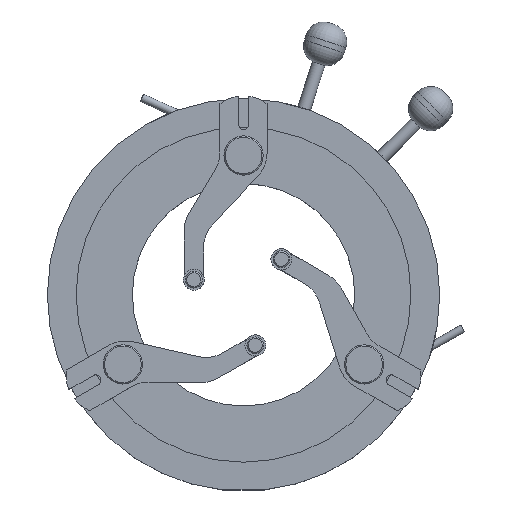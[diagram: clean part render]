
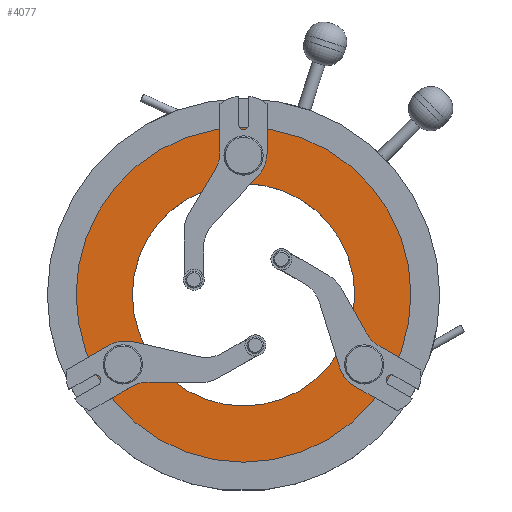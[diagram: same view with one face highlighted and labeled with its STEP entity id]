
A CAD part, top view. The second image highlights one B-rep face of the part: STEP entity #4077.
In plain terms, the highlighted planar face has unit normal (0, 0, 1).
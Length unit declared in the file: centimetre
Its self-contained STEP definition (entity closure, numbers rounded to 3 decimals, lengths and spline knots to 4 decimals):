
#315 = CARTESIAN_POINT ( 'NONE',  ( 4.1366, -0.2295, 1.13 ) ) ;
#465 = ORIENTED_EDGE ( 'NONE', *, *, #4155, .F. ) ;
#481 = CARTESIAN_POINT ( 'NONE',  ( -6.5134, -0.2295, 1.13 ) ) ;
#661 = EDGE_LOOP ( 'NONE', ( #2542, #465 ) ) ;
#731 = EDGE_LOOP ( 'NONE', ( #2091, #2278 ) ) ;
#974 = CARTESIAN_POINT ( 'NONE',  ( 6.2866, -0.2295, 1.13 ) ) ;
#1014 = CARTESIAN_POINT ( 'NONE',  ( -4.3634, -0.2295, 1.13 ) ) ;
#1658 = CARTESIAN_POINT ( 'NONE',  ( -0.1134, -0.2295, 1.13 ) ) ;
#1671 = DIRECTION ( 'NONE',  ( 1., 0., 0. ) ) ;
#1677 = DIRECTION ( 'NONE',  ( 0., 0., 1. ) ) ;
#1819 = DIRECTION ( 'NONE',  ( 0., 0., 1. ) ) ;
#1830 = DIRECTION ( 'NONE',  ( 0., 0., 1. ) ) ;
#1865 = CARTESIAN_POINT ( 'NONE',  ( -0.1134, -0.2295, 1.13 ) ) ;
#1876 = DIRECTION ( 'NONE',  ( 1., 0., 0. ) ) ;
#1916 = DIRECTION ( 'NONE',  ( 1., 0., 0. ) ) ;
#1985 = PLANE ( 'NONE',  #3088 ) ;
#2066 = CARTESIAN_POINT ( 'NONE',  ( -0.1134, -0.2295, 1.13 ) ) ;
#2091 = ORIENTED_EDGE ( 'NONE', *, *, #4113, .T. ) ;
#2278 = ORIENTED_EDGE ( 'NONE', *, *, #4185, .T. ) ;
#2542 = ORIENTED_EDGE ( 'NONE', *, *, #4210, .F. ) ;
#2623 = CARTESIAN_POINT ( 'NONE',  ( -0.1134, -0.2295, 1.13 ) ) ;
#2627 = DIRECTION ( 'NONE',  ( 0., 0., 1. ) ) ;
#2709 = DIRECTION ( 'NONE',  ( 0., 0., 1. ) ) ;
#2725 = DIRECTION ( 'NONE',  ( 1., 0., 0. ) ) ;
#2770 = DIRECTION ( 'NONE',  ( 1., 0., 0. ) ) ;
#2777 = CARTESIAN_POINT ( 'NONE',  ( -0.1134, -0.2295, 1.13 ) ) ;
#2852 = VERTEX_POINT ( 'NONE', #481 ) ;
#2873 = VERTEX_POINT ( 'NONE', #315 ) ;
#2901 = VERTEX_POINT ( 'NONE', #974 ) ;
#2914 = VERTEX_POINT ( 'NONE', #1014 ) ;
#3063 = AXIS2_PLACEMENT_3D ( 'NONE', #2777, #2709, #2770 ) ;
#3088 = AXIS2_PLACEMENT_3D ( 'NONE', #2066, #1830, #1916 ) ;
#3120 = FACE_BOUND ( 'NONE', #661, .T. ) ;
#3121 = AXIS2_PLACEMENT_3D ( 'NONE', #1658, #1677, #1671 ) ;
#3183 = AXIS2_PLACEMENT_3D ( 'NONE', #2623, #2627, #2725 ) ;
#3802 = AXIS2_PLACEMENT_3D ( 'NONE', #1865, #1819, #1876 ) ;
#3807 = FACE_OUTER_BOUND ( 'NONE', #731, .T. ) ;
#4077 = ADVANCED_FACE ( 'NONE', ( #3807, #3120 ), #1985, .T. ) ;
#4113 = EDGE_CURVE ( 'NONE', #2852, #2901, #4448, .T. ) ;
#4155 = EDGE_CURVE ( 'NONE', #2873, #2914, #4466, .T. ) ;
#4185 = EDGE_CURVE ( 'NONE', #2901, #2852, #4478, .T. ) ;
#4210 = EDGE_CURVE ( 'NONE', #2914, #2873, #4495, .T. ) ;
#4448 = CIRCLE ( 'NONE', #3802, 6.4 ) ;
#4466 = CIRCLE ( 'NONE', #3121, 4.25 ) ;
#4478 = CIRCLE ( 'NONE', #3183, 6.4 ) ;
#4495 = CIRCLE ( 'NONE', #3063, 4.25 ) ;
